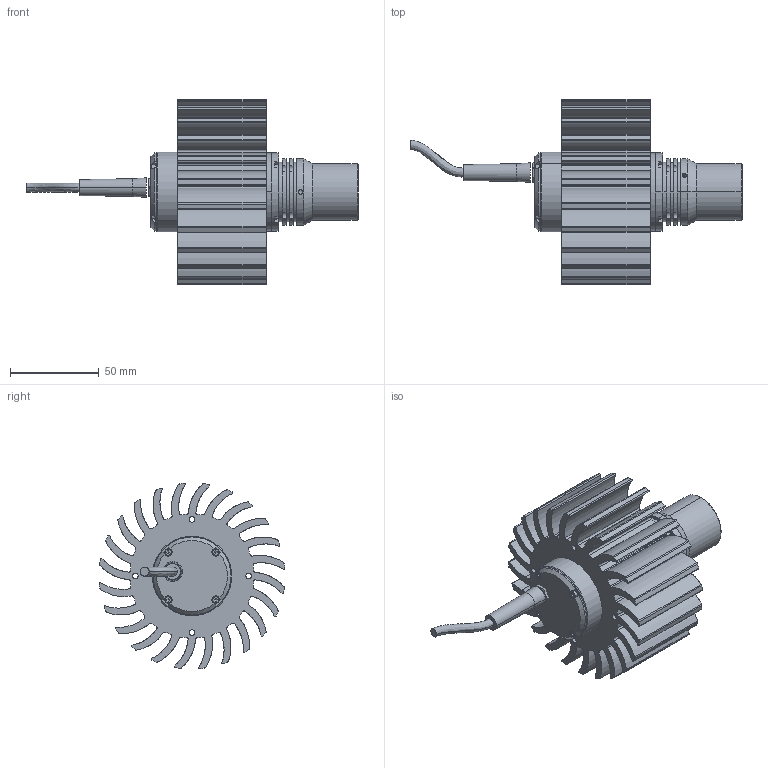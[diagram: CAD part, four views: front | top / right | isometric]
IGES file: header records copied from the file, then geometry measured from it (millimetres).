
Start section: SolidWorks IGES file using analytic representation for surfaces
Global section: file name: DP25648-A_LTPRXP-B.igs; native system: SolidWorks 2021; preprocessor: SolidWorks 2021; author: lrizzotto; date: 220121.092016; units: millimetre
Bounding box: 187.2 x 104.68 x 104.68 mm (x, y, z)
Surface area: 84503.1 mm2 (no closed solid volume)
Topology: 0 solids, 0 shells, 480 faces, 6731 edges, 6715 vertices
Faces by surface type: revolution 351, bspline 129
